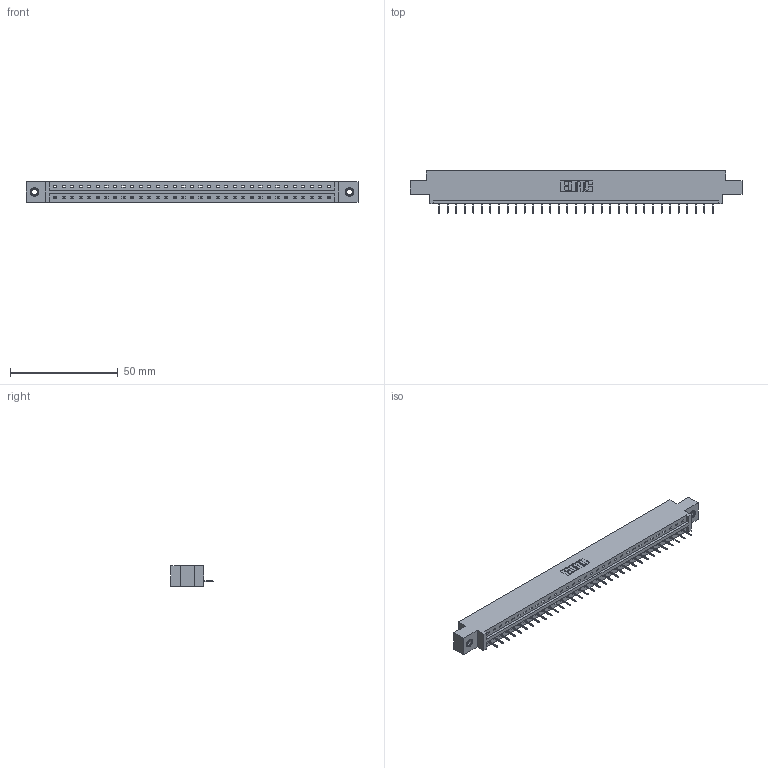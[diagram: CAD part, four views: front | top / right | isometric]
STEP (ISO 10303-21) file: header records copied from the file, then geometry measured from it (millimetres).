
FILE_DESCRIPTION (( 'STEP AP203' ), '1' );
FILE_NAME ('337-033-524-607.STEP', '2019-10-01T10:42:31', ( '' ), ( '' ), 'SwSTEP 2.0', 'SolidWorks 2016', '' );
FILE_SCHEMA (( 'CONFIG_CONTROL_DESIGN' ));
Length unit declared in the file: inch
Products named in the file (4): 345-292-001_345-293-124; 345-250-001_345-250-005-103; 337-033-524-607; 337 Part_0.170 Offset - 0.156 Dia-TI
Assembly tree (36 placements, depth 2):
  337-033-524-607
    337 Part_0.170 Offset - 0.156 Dia-TI
    345-292-001_345-293-124  x33
    345-250-001_345-250-005-103  x2
Bounding box: 153.77 x 19.69 x 9.4 mm (x, y, z)
Volume: 15608 mm3; surface area: 15757.6 mm2
Topology: 36 solids, 36 shells, 2356 faces, 6795 edges, 4390 vertices
Faces by surface type: plane 1822, cylinder 518, cone 12, torus 4
Entity records: 27086 total; most frequent: CARTESIAN_POINT 4696, ORIENTED_EDGE 4658, DIRECTION 4005, EDGE_CURVE 2329, VECTOR 2185, LINE 2185, VERTEX_POINT 1544, AXIS2_PLACEMENT_3D 910
